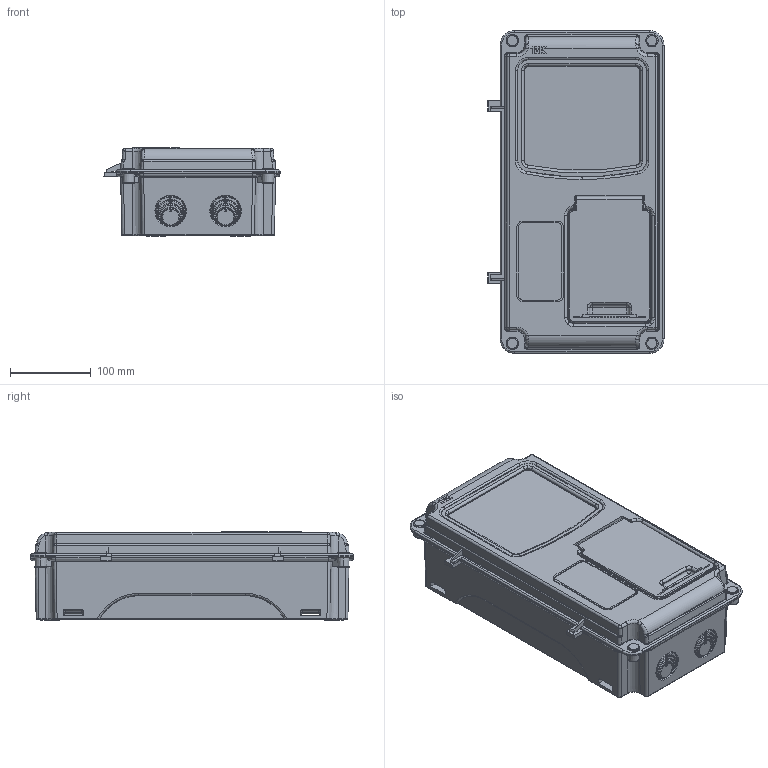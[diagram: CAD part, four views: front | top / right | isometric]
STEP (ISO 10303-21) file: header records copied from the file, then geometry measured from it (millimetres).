
FILE_DESCRIPTION (( 'STEP AP203' ), '1' );
FILE_NAME ('MSP1-N-08-55 Êîðïóñ äëÿ óñòàíîâêè ñ÷åò÷èêà ÙÓÐí-Ï 1_8.STEP', '2018-07-10T12:16:22', ( '' ), ( '' ), 'SwSTEP 2.0', 'SolidWorks 2014', '' );
FILE_SCHEMA (( 'CONFIG_CONTROL_DESIGN' ));
Products named in the file (2): MSP1-N-08-55 Êîðïóñ äëÿ óñòàíîâêè ñ÷åò÷èêà ÙÓÐí-Ï 1_8
Bounding box: 218.1 x 400 x 110 mm (x, y, z)
Volume: 885479.5 mm3; surface area: 737529.2 mm2
Topology: 5 solids, 5 shells, 3775 faces, 9580 edges, 5931 vertices
Faces by surface type: plane 1221, bspline 1058, cylinder 829, cone 429, torus 210, sphere 28
Entity records: 138942 total; most frequent: CARTESIAN_POINT 56649, ORIENTED_EDGE 19120, DIRECTION 14623, EDGE_CURVE 9560, VERTEX_POINT 5931, AXIS2_PLACEMENT_3D 5022, LINE 4579, VECTOR 4579
